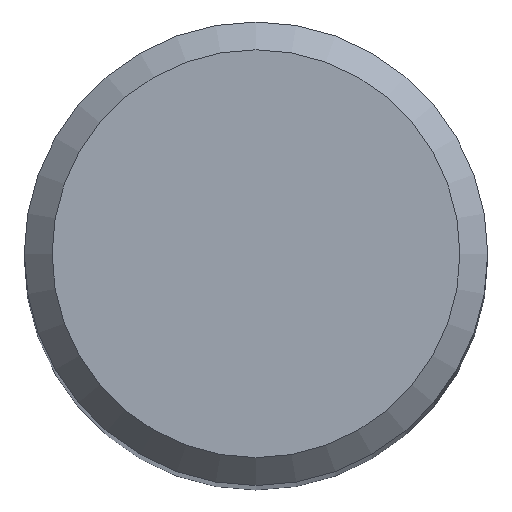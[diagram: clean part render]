
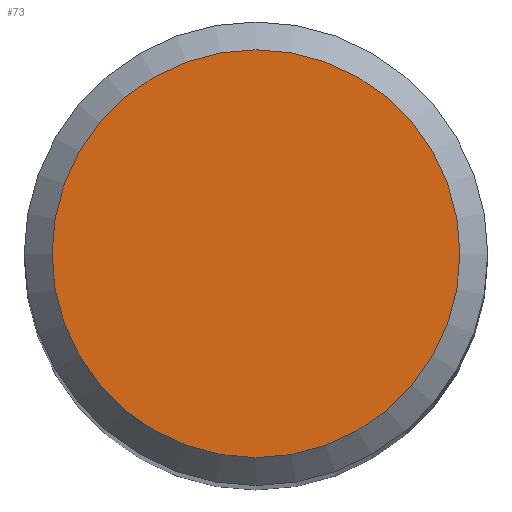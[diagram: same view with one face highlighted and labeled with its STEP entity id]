
A CAD part, top view. The second image highlights one B-rep face of the part: STEP entity #73.
In plain terms, the highlighted planar face has unit normal (0, 0, 1).
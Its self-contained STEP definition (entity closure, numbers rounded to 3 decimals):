
#42=PLANE('',#236);
#49=FACE_OUTER_BOUND('',#107,.T.);
#73=ADVANCED_FACE('',(#49),#42,.F.);
#107=EDGE_LOOP('',(#130));
#130=ORIENTED_EDGE('',*,*,#167,.T.);
#155=VERTEX_POINT('',#348);
#167=EDGE_CURVE('',#155,#155,#177,.T.);
#177=CIRCLE('',#235,4.4);
#235=AXIS2_PLACEMENT_3D('',#347,#279,#280);
#236=AXIS2_PLACEMENT_3D('',#349,#281,#282);
#279=DIRECTION('',(0.,0.,1.));
#280=DIRECTION('',(-1.,0.,0.));
#281=DIRECTION('',(0.,0.,-1.));
#282=DIRECTION('',(-1.,0.,0.));
#347=CARTESIAN_POINT('',(0.,0.,0.));
#348=CARTESIAN_POINT('',(-4.4,0.,0.));
#349=CARTESIAN_POINT('',(0.,5.,0.));
